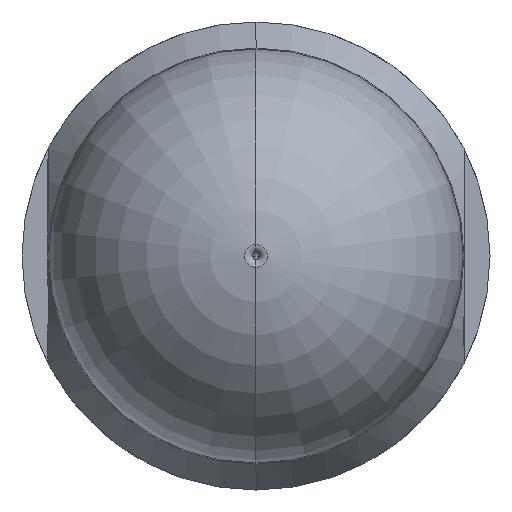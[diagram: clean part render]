
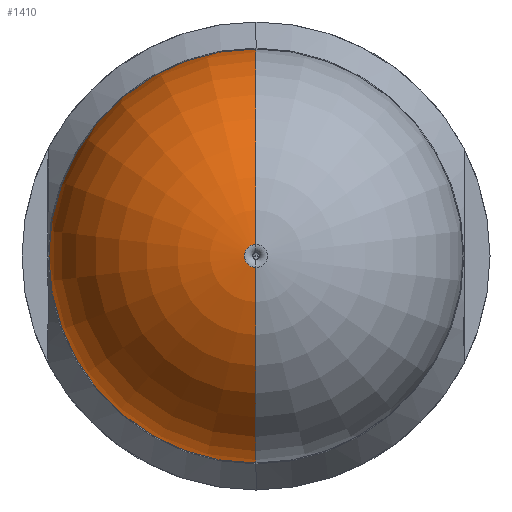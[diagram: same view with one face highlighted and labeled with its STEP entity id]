
A CAD part, left-side view. The second image highlights one B-rep face of the part: STEP entity #1410.
In plain terms, the highlighted toroidal (fillet/blend) face has major radius 0.014 mm and minor radius 7.979 mm.
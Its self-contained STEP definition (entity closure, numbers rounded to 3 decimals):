
#91 = AXIS2_PLACEMENT_3D ( 'NONE', #1697, #3838, #430 ) ;
#357 = CARTESIAN_POINT ( 'NONE',  ( 8.283, 0., 0. ) ) ;
#380 = DIRECTION ( 'NONE',  ( 0., 0., 1. ) ) ;
#393 = VERTEX_POINT ( 'NONE', #634 ) ;
#430 = DIRECTION ( 'NONE',  ( 0., 0., 1. ) ) ;
#564 = EDGE_CURVE ( 'NONE', #1342, #724, #894, .T. ) ;
#621 = FACE_OUTER_BOUND ( 'NONE', #3229, .T. ) ;
#634 = CARTESIAN_POINT ( 'NONE',  ( 0.317, 0., -0.446 ) ) ;
#724 = VERTEX_POINT ( 'NONE', #1207 ) ;
#894 = CIRCLE ( 'NONE', #3422, 7.979 ) ;
#1024 = CIRCLE ( 'NONE', #2039, 0.446 ) ;
#1055 = DIRECTION ( 'NONE',  ( 0., 0., -1. ) ) ;
#1192 = ORIENTED_EDGE ( 'NONE', *, *, #564, .F. ) ;
#1207 = CARTESIAN_POINT ( 'NONE',  ( 0.317, 0., 0.446 ) ) ;
#1342 = VERTEX_POINT ( 'NONE', #3675 ) ;
#1410 = ADVANCED_FACE ( 'NONE', ( #621 ), #2947, .T. ) ;
#1530 = DIRECTION ( 'NONE',  ( 0., 0., 1. ) ) ;
#1539 = ORIENTED_EDGE ( 'NONE', *, *, #3401, .T. ) ;
#1553 = DIRECTION ( 'NONE',  ( -1., 0., 0. ) ) ;
#1697 = CARTESIAN_POINT ( 'NONE',  ( 8.239, 0., 0. ) ) ;
#1737 = DIRECTION ( 'NONE',  ( 0., -1., 0. ) ) ;
#1779 = CARTESIAN_POINT ( 'NONE',  ( 8.239, 0., -7.964 ) ) ;
#1811 = CIRCLE ( 'NONE', #91, 7.964 ) ;
#1883 = CARTESIAN_POINT ( 'NONE',  ( 8.283, 0., 0.014 ) ) ;
#1919 = EDGE_CURVE ( 'NONE', #724, #393, #1024, .T. ) ;
#2039 = AXIS2_PLACEMENT_3D ( 'NONE', #3067, #1553, #380 ) ;
#2094 = VERTEX_POINT ( 'NONE', #1779 ) ;
#2250 = AXIS2_PLACEMENT_3D ( 'NONE', #1883, #3125, #3426 ) ;
#2548 = AXIS2_PLACEMENT_3D ( 'NONE', #357, #2826, #1530 ) ;
#2826 = DIRECTION ( 'NONE',  ( -1., 0., 0. ) ) ;
#2947 = TOROIDAL_SURFACE ( 'NONE', #2548, -0.014, 7.979 ) ;
#3067 = CARTESIAN_POINT ( 'NONE',  ( 0.317, 0., 0. ) ) ;
#3125 = DIRECTION ( 'NONE',  ( 0., 1., 0. ) ) ;
#3180 = CIRCLE ( 'NONE', #2250, 7.979 ) ;
#3229 = EDGE_LOOP ( 'NONE', ( #3782, #1539, #3474, #1192 ) ) ;
#3401 = EDGE_CURVE ( 'NONE', #2094, #393, #3180, .T. ) ;
#3422 = AXIS2_PLACEMENT_3D ( 'NONE', #3601, #1737, #1055 ) ;
#3426 = DIRECTION ( 'NONE',  ( 0., 0., 1. ) ) ;
#3474 = ORIENTED_EDGE ( 'NONE', *, *, #1919, .F. ) ;
#3601 = CARTESIAN_POINT ( 'NONE',  ( 8.283, 0., -0.014 ) ) ;
#3675 = CARTESIAN_POINT ( 'NONE',  ( 8.239, 0., 7.964 ) ) ;
#3697 = EDGE_CURVE ( 'NONE', #1342, #2094, #1811, .T. ) ;
#3782 = ORIENTED_EDGE ( 'NONE', *, *, #3697, .T. ) ;
#3838 = DIRECTION ( 'NONE',  ( -1., 0., 0. ) ) ;
